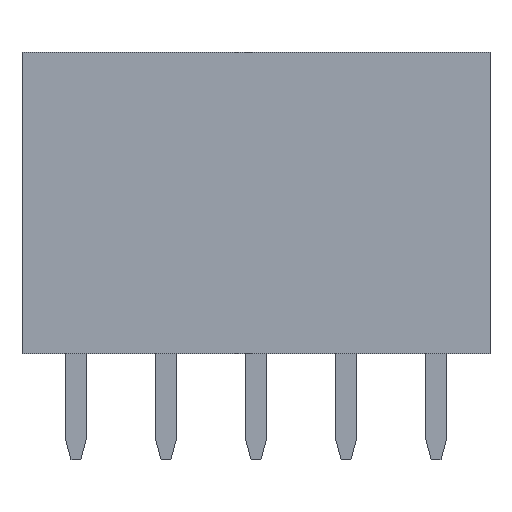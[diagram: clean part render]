
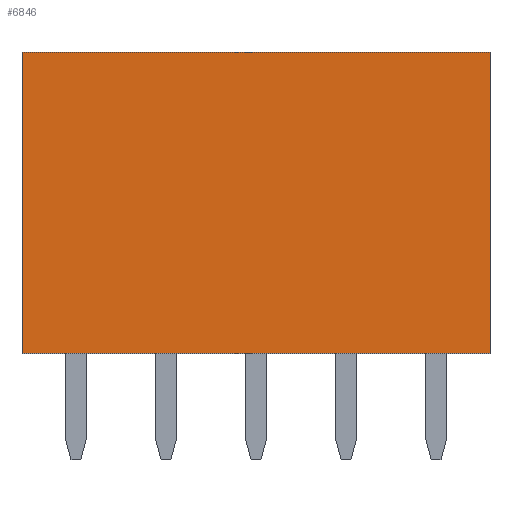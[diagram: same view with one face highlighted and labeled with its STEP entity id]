
A CAD part, top view. The second image highlights one B-rep face of the part: STEP entity #6846.
In plain terms, the highlighted planar face has unit normal (0, 0, 1).
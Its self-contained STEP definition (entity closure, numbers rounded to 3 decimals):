
#100 = VERTEX_POINT ( 'NONE', #6017 ) ;
#253 = CARTESIAN_POINT ( 'NONE',  ( 11.68, 8.5, 1.25 ) ) ;
#451 = CARTESIAN_POINT ( 'NONE',  ( -1.52, 8.5, 1.25 ) ) ;
#493 = FACE_OUTER_BOUND ( 'NONE', #7788, .T. ) ;
#651 = DIRECTION ( 'NONE',  ( 0., -1., 0. ) ) ;
#1071 = ORIENTED_EDGE ( 'NONE', *, *, #4549, .T. ) ;
#1229 = LINE ( 'NONE', #3677, #5967 ) ;
#1361 = ORIENTED_EDGE ( 'NONE', *, *, #4679, .T. ) ;
#1431 = VECTOR ( 'NONE', #3006, 1000. ) ;
#1548 = VECTOR ( 'NONE', #5964, 1000. ) ;
#1701 = PLANE ( 'NONE',  #4517 ) ;
#1707 = ORIENTED_EDGE ( 'NONE', *, *, #3079, .F. ) ;
#2291 = LINE ( 'NONE', #3544, #1431 ) ;
#2458 = ORIENTED_EDGE ( 'NONE', *, *, #7494, .F. ) ;
#2563 = VECTOR ( 'NONE', #5584, 1000. ) ;
#2658 = CARTESIAN_POINT ( 'NONE',  ( -1.52, 0., 1.25 ) ) ;
#3006 = DIRECTION ( 'NONE',  ( 0., 1., 0. ) ) ;
#3079 = EDGE_CURVE ( 'NONE', #100, #6835, #6180, .T. ) ;
#3544 = CARTESIAN_POINT ( 'NONE',  ( 11.68, 0., 1.25 ) ) ;
#3633 = LINE ( 'NONE', #6648, #1548 ) ;
#3677 = CARTESIAN_POINT ( 'NONE',  ( 11.68, 0., 1.25 ) ) ;
#3725 = VERTEX_POINT ( 'NONE', #4024 ) ;
#3742 = DIRECTION ( 'NONE',  ( 0., 0., -1. ) ) ;
#4024 = CARTESIAN_POINT ( 'NONE',  ( 11.68, 0., 1.25 ) ) ;
#4156 = CARTESIAN_POINT ( 'NONE',  ( 11.68, 0., 1.25 ) ) ;
#4517 = AXIS2_PLACEMENT_3D ( 'NONE', #4156, #3742, #651 ) ;
#4549 = EDGE_CURVE ( 'NONE', #3725, #4838, #2291, .T. ) ;
#4679 = EDGE_CURVE ( 'NONE', #4838, #6835, #3633, .T. ) ;
#4838 = VERTEX_POINT ( 'NONE', #253 ) ;
#5584 = DIRECTION ( 'NONE',  ( 0., 1., 0. ) ) ;
#5964 = DIRECTION ( 'NONE',  ( -1., 0., 0. ) ) ;
#5967 = VECTOR ( 'NONE', #7534, 1000. ) ;
#6017 = CARTESIAN_POINT ( 'NONE',  ( -1.52, 0., 1.25 ) ) ;
#6180 = LINE ( 'NONE', #2658, #2563 ) ;
#6648 = CARTESIAN_POINT ( 'NONE',  ( 11.68, 8.5, 1.25 ) ) ;
#6835 = VERTEX_POINT ( 'NONE', #451 ) ;
#6846 = ADVANCED_FACE ( 'NONE', ( #493 ), #1701, .F. ) ;
#7494 = EDGE_CURVE ( 'NONE', #3725, #100, #1229, .T. ) ;
#7534 = DIRECTION ( 'NONE',  ( -1., 0., 0. ) ) ;
#7788 = EDGE_LOOP ( 'NONE', ( #1707, #2458, #1071, #1361 ) ) ;
